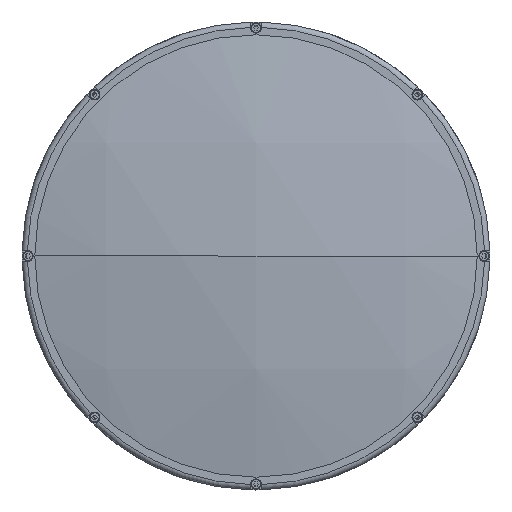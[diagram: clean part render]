
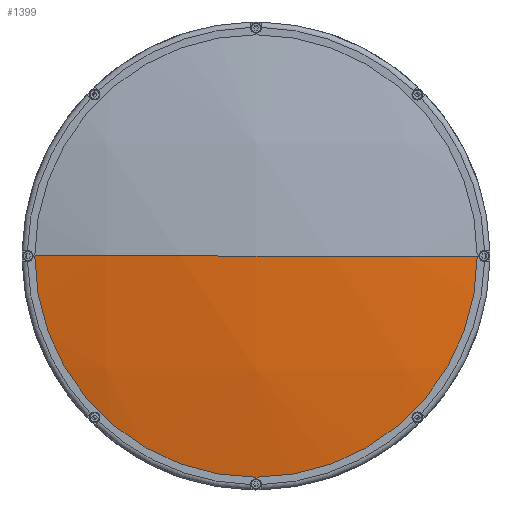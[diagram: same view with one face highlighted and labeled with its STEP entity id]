
A CAD part, left-side view. The second image highlights one B-rep face of the part: STEP entity #1399.
In plain terms, the highlighted spherical face has radius 606 mm.
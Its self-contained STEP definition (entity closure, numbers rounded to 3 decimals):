
#143 = DIRECTION ( 'NONE',  ( 0., 1., 0. ) ) ;
#263 = SPHERICAL_SURFACE ( 'NONE', #4459, 606. ) ;
#521 = VERTEX_POINT ( 'NONE', #1837 ) ;
#864 = DIRECTION ( 'NONE',  ( 0., 0., -1. ) ) ;
#1199 = DIRECTION ( 'NONE',  ( 0., 0., 1. ) ) ;
#1280 = DIRECTION ( 'NONE',  ( 0., 0., -1. ) ) ;
#1399 = ADVANCED_FACE ( 'NONE', ( #2875 ), #263, .T. ) ;
#1618 = VERTEX_POINT ( 'NONE', #4513 ) ;
#1629 = EDGE_LOOP ( 'NONE', ( #4823, #4476, #5107 ) ) ;
#1837 = CARTESIAN_POINT ( 'NONE',  ( -547.362, 124.9, 0. ) ) ;
#2230 = EDGE_CURVE ( 'NONE', #521, #1618, #5200, .T. ) ;
#2875 = FACE_OUTER_BOUND ( 'NONE', #1629, .T. ) ;
#3047 = CARTESIAN_POINT ( 'NONE',  ( -547.362, 0., 0. ) ) ;
#3094 = DIRECTION ( 'NONE',  ( 0., 1., 0. ) ) ;
#3602 = DIRECTION ( 'NONE',  ( 0., -1., 0. ) ) ;
#4132 = DIRECTION ( 'NONE',  ( -1., 0., 0. ) ) ;
#4288 = CARTESIAN_POINT ( 'NONE',  ( 45.627, 0., 0. ) ) ;
#4429 = CIRCLE ( 'NONE', #5392, 606. ) ;
#4459 = AXIS2_PLACEMENT_3D ( 'NONE', #4288, #864, #3094 ) ;
#4476 = ORIENTED_EDGE ( 'NONE', *, *, #5954, .T. ) ;
#4513 = CARTESIAN_POINT ( 'NONE',  ( -547.362, -124.9, 0. ) ) ;
#4532 = CARTESIAN_POINT ( 'NONE',  ( -560.373, 0., 0. ) ) ;
#4811 = DIRECTION ( 'NONE',  ( 0., 0., 1. ) ) ;
#4823 = ORIENTED_EDGE ( 'NONE', *, *, #2230, .T. ) ;
#5107 = ORIENTED_EDGE ( 'NONE', *, *, #6381, .F. ) ;
#5200 = CIRCLE ( 'NONE', #6013, 124.9 ) ;
#5392 = AXIS2_PLACEMENT_3D ( 'NONE', #6037, #4811, #3602 ) ;
#5954 = EDGE_CURVE ( 'NONE', #1618, #6695, #5978, .T. ) ;
#5978 = CIRCLE ( 'NONE', #6964, 606. ) ;
#6013 = AXIS2_PLACEMENT_3D ( 'NONE', #3047, #4132, #1199 ) ;
#6037 = CARTESIAN_POINT ( 'NONE',  ( 45.627, 0., 0. ) ) ;
#6381 = EDGE_CURVE ( 'NONE', #521, #6695, #4429, .T. ) ;
#6430 = CARTESIAN_POINT ( 'NONE',  ( 45.627, 0., 0. ) ) ;
#6695 = VERTEX_POINT ( 'NONE', #4532 ) ;
#6964 = AXIS2_PLACEMENT_3D ( 'NONE', #6430, #1280, #143 ) ;
